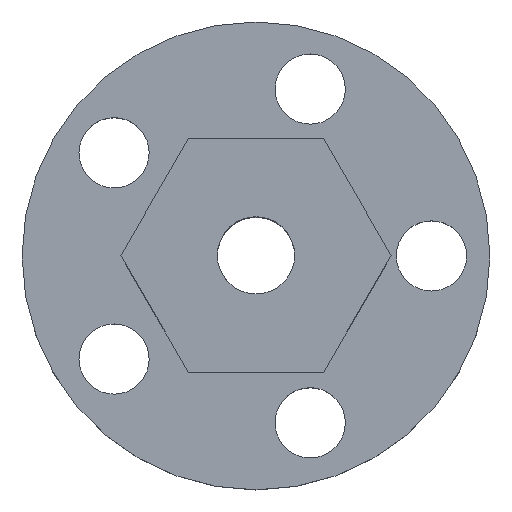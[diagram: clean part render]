
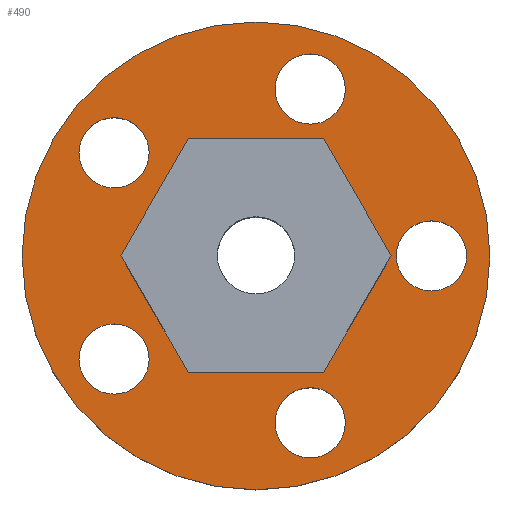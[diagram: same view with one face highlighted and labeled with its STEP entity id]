
A CAD part, top view. The second image highlights one B-rep face of the part: STEP entity #490.
In plain terms, the highlighted planar face has unit normal (0, 0, 1).
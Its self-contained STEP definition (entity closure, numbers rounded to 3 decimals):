
#31=PLANE('',#546);
#39=FACE_BOUND('',#106,.T.);
#40=FACE_BOUND('',#107,.T.);
#41=FACE_BOUND('',#108,.T.);
#42=FACE_BOUND('',#109,.T.);
#43=FACE_BOUND('',#110,.T.);
#44=FACE_BOUND('',#111,.T.);
#74=FACE_OUTER_BOUND('',#105,.T.);
#105=EDGE_LOOP('',(#434));
#106=EDGE_LOOP('',(#435));
#107=EDGE_LOOP('',(#436));
#108=EDGE_LOOP('',(#437));
#109=EDGE_LOOP('',(#438));
#110=EDGE_LOOP('',(#439,#440,#441,#442,#443,#444));
#111=EDGE_LOOP('',(#445));
#145=LINE('',#845,#190);
#148=LINE('',#851,#193);
#151=LINE('',#857,#196);
#154=LINE('',#863,#199);
#157=LINE('',#869,#202);
#160=LINE('',#873,#205);
#190=VECTOR('',#612,10.);
#193=VECTOR('',#617,10.);
#196=VECTOR('',#622,10.);
#199=VECTOR('',#627,10.);
#202=VECTOR('',#632,10.);
#205=VECTOR('',#637,10.);
#215=CIRCLE('',#523,1.5);
#217=CIRCLE('',#532,1.5);
#219=CIRCLE('',#535,1.5);
#221=CIRCLE('',#538,1.5);
#223=CIRCLE('',#541,1.5);
#225=CIRCLE('',#544,10.);
#245=VERTEX_POINT('',#833);
#249=VERTEX_POINT('',#842);
#250=VERTEX_POINT('',#844);
#252=VERTEX_POINT('',#850);
#254=VERTEX_POINT('',#856);
#256=VERTEX_POINT('',#862);
#258=VERTEX_POINT('',#868);
#259=VERTEX_POINT('',#875);
#261=VERTEX_POINT('',#881);
#263=VERTEX_POINT('',#887);
#265=VERTEX_POINT('',#893);
#267=VERTEX_POINT('',#899);
#296=EDGE_CURVE('',#245,#245,#215,.T.);
#301=EDGE_CURVE('',#250,#249,#145,.T.);
#304=EDGE_CURVE('',#252,#250,#148,.T.);
#307=EDGE_CURVE('',#254,#252,#151,.T.);
#310=EDGE_CURVE('',#256,#254,#154,.T.);
#313=EDGE_CURVE('',#258,#256,#157,.T.);
#316=EDGE_CURVE('',#249,#258,#160,.T.);
#317=EDGE_CURVE('',#259,#259,#217,.T.);
#320=EDGE_CURVE('',#261,#261,#219,.T.);
#323=EDGE_CURVE('',#263,#263,#221,.T.);
#326=EDGE_CURVE('',#265,#265,#223,.T.);
#329=EDGE_CURVE('',#267,#267,#225,.T.);
#434=ORIENTED_EDGE('',*,*,#329,.T.);
#435=ORIENTED_EDGE('',*,*,#326,.T.);
#436=ORIENTED_EDGE('',*,*,#323,.T.);
#437=ORIENTED_EDGE('',*,*,#320,.T.);
#438=ORIENTED_EDGE('',*,*,#317,.T.);
#439=ORIENTED_EDGE('',*,*,#316,.T.);
#440=ORIENTED_EDGE('',*,*,#313,.T.);
#441=ORIENTED_EDGE('',*,*,#310,.T.);
#442=ORIENTED_EDGE('',*,*,#307,.T.);
#443=ORIENTED_EDGE('',*,*,#304,.T.);
#444=ORIENTED_EDGE('',*,*,#301,.T.);
#445=ORIENTED_EDGE('',*,*,#296,.T.);
#490=ADVANCED_FACE('',(#74,#39,#40,#41,#42,#43,#44),#31,.T.);
#523=AXIS2_PLACEMENT_3D('',#834,#603,#604);
#532=AXIS2_PLACEMENT_3D('',#876,#640,#641);
#535=AXIS2_PLACEMENT_3D('',#882,#647,#648);
#538=AXIS2_PLACEMENT_3D('',#888,#654,#655);
#541=AXIS2_PLACEMENT_3D('',#894,#661,#662);
#544=AXIS2_PLACEMENT_3D('',#900,#668,#669);
#546=AXIS2_PLACEMENT_3D('',#904,#673,#674);
#603=DIRECTION('center_axis',(0.,0.,-1.));
#604=DIRECTION('ref_axis',(1.,0.,0.));
#612=DIRECTION('',(0.5,0.866,0.));
#617=DIRECTION('',(-0.5,0.866,0.));
#622=DIRECTION('',(-1.,0.,0.));
#627=DIRECTION('',(-0.5,-0.866,0.));
#632=DIRECTION('',(0.5,-0.866,0.));
#637=DIRECTION('',(1.,0.,0.));
#640=DIRECTION('center_axis',(0.,0.,-1.));
#641=DIRECTION('ref_axis',(1.,0.,0.));
#647=DIRECTION('center_axis',(0.,0.,-1.));
#648=DIRECTION('ref_axis',(1.,0.,0.));
#654=DIRECTION('center_axis',(0.,0.,-1.));
#655=DIRECTION('ref_axis',(1.,0.,0.));
#661=DIRECTION('center_axis',(0.,0.,-1.));
#662=DIRECTION('ref_axis',(1.,0.,0.));
#668=DIRECTION('center_axis',(0.,0.,1.));
#669=DIRECTION('ref_axis',(1.,0.,0.));
#673=DIRECTION('center_axis',(0.,0.,1.));
#674=DIRECTION('ref_axis',(1.,0.,0.));
#833=CARTESIAN_POINT('',(6.,0.,12.));
#834=CARTESIAN_POINT('Origin',(7.5,0.,12.));
#842=CARTESIAN_POINT('',(-2.887,5.,12.));
#844=CARTESIAN_POINT('',(-5.774,0.,12.));
#845=CARTESIAN_POINT('',(-2.887,5.,12.));
#850=CARTESIAN_POINT('',(-2.887,-5.,12.));
#851=CARTESIAN_POINT('',(-5.774,0.,12.));
#856=CARTESIAN_POINT('',(2.887,-5.,12.));
#857=CARTESIAN_POINT('',(-2.887,-5.,12.));
#862=CARTESIAN_POINT('',(5.774,0.,12.));
#863=CARTESIAN_POINT('',(2.887,-5.,12.));
#868=CARTESIAN_POINT('',(2.887,5.,12.));
#869=CARTESIAN_POINT('',(5.774,0.,12.));
#873=CARTESIAN_POINT('',(2.887,5.,12.));
#875=CARTESIAN_POINT('',(0.818,7.133,12.));
#876=CARTESIAN_POINT('Origin',(2.318,7.133,12.));
#881=CARTESIAN_POINT('',(-7.568,4.408,12.));
#882=CARTESIAN_POINT('Origin',(-6.068,4.408,12.));
#887=CARTESIAN_POINT('',(-7.568,-4.408,12.));
#888=CARTESIAN_POINT('Origin',(-6.068,-4.408,12.));
#893=CARTESIAN_POINT('',(0.818,-7.133,12.));
#894=CARTESIAN_POINT('Origin',(2.318,-7.133,12.));
#899=CARTESIAN_POINT('',(-10.,0.,12.));
#900=CARTESIAN_POINT('Origin',(0.,0.,
12.));
#904=CARTESIAN_POINT('Origin',(0.,0.,12.));
